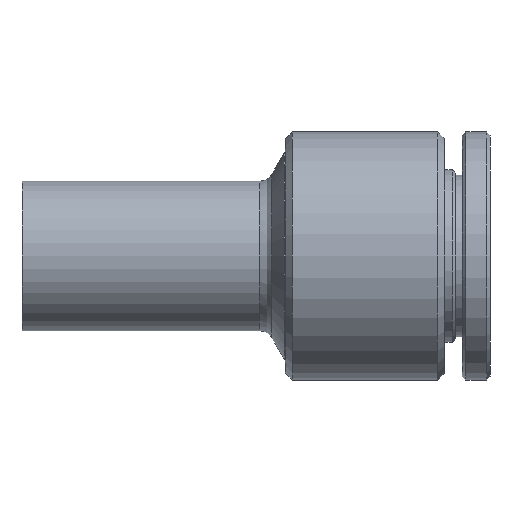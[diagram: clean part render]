
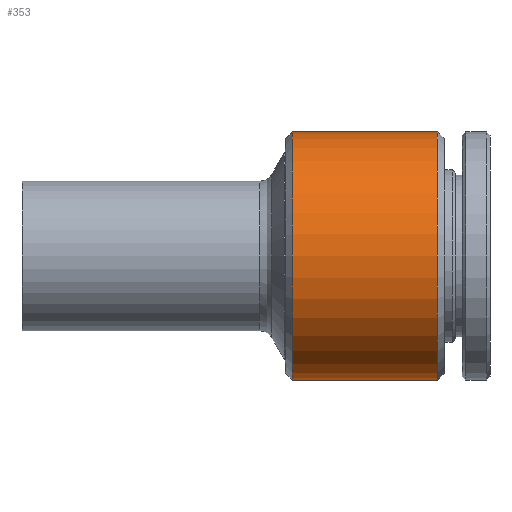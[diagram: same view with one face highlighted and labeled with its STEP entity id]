
A CAD part, front view. The second image highlights one B-rep face of the part: STEP entity #353.
In plain terms, the highlighted cylindrical face has radius 18 mm (diameter 36 mm), a partial arc.
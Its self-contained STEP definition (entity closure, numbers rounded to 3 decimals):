
#353=ADVANCED_FACE('',(#1319),#1318,.T.);
#1318=CYLINDRICAL_SURFACE('',#2457,18.);
#1319=FACE_OUTER_BOUND('',#2458,.T.);
#2454=CARTESIAN_POINT('',(0.,0.,0.));
#2455=DIRECTION('',(1.,0.,0.));
#2456=DIRECTION('',(0.,0.,1.));
#2457=AXIS2_PLACEMENT_3D('',#2454,#2455,#2456);
#2458=EDGE_LOOP('',(#3164,#3165,#3166,#3167));
#3164=ORIENTED_EDGE('',*,*,#3507,.T.);
#3165=ORIENTED_EDGE('',*,*,#3508,.F.);
#3166=ORIENTED_EDGE('',*,*,#3506,.F.);
#3167=ORIENTED_EDGE('',*,*,#3509,.T.);
#3506=EDGE_CURVE('',#5121,#5120,#5140,.T.);
#3507=EDGE_CURVE('',#5146,#5147,#5148,.T.);
#3508=EDGE_CURVE('',#5120,#5147,#5154,.T.);
#3509=EDGE_CURVE('',#5121,#5146,#5160,.T.);
#5120=VERTEX_POINT('',#6530);
#5121=VERTEX_POINT('',#6531);
#5140=CIRCLE('',#6543,18.);
#5146=VERTEX_POINT('',#6544);
#5147=VERTEX_POINT('',#6545);
#5148=CIRCLE('',#6549,18.);
#5154=(BOUNDED_CURVE() B_SPLINE_CURVE(1,(#6550,#6551),.UNSPECIFIED.,.F.,.F.) B_SPLINE_CURVE_WITH_KNOTS((2,2),(0.083,0.917),.UNSPECIFIED.) CURVE() GEOMETRIC_REPRESENTATION_ITEM() RATIONAL_B_SPLINE_CURVE((1.,1.)) REPRESENTATION_ITEM('') );
#5160=(BOUNDED_CURVE() B_SPLINE_CURVE(1,(#6552,#6553),.UNSPECIFIED.,.F.,.F.) B_SPLINE_CURVE_WITH_KNOTS((2,2),(0.083,0.917),.UNSPECIFIED.) CURVE() GEOMETRIC_REPRESENTATION_ITEM() RATIONAL_B_SPLINE_CURVE((0.75,0.75)) REPRESENTATION_ITEM('') );
#6530=CARTESIAN_POINT('',(1.,0.,18.));
#6531=CARTESIAN_POINT('',(1.,0.,-18.));
#6540=CARTESIAN_POINT('',(1.,0.,0.));
#6541=DIRECTION('',(-1.,0.,0.));
#6542=DIRECTION('',(0.,0.,1.));
#6543=AXIS2_PLACEMENT_3D('',#6540,#6541,#6542);
#6544=CARTESIAN_POINT('',(22.,0.,-18.));
#6545=CARTESIAN_POINT('',(22.,0.,18.));
#6546=CARTESIAN_POINT('',(22.,0.,0.));
#6547=DIRECTION('',(-1.,0.,0.));
#6548=DIRECTION('',(0.,0.,1.));
#6549=AXIS2_PLACEMENT_3D('',#6546,#6547,#6548);
#6550=CARTESIAN_POINT('',(1.,0.,18.));
#6551=CARTESIAN_POINT('',(22.,0.,18.));
#6552=CARTESIAN_POINT('',(1.,0.,-18.));
#6553=CARTESIAN_POINT('',(22.,0.,-18.));
